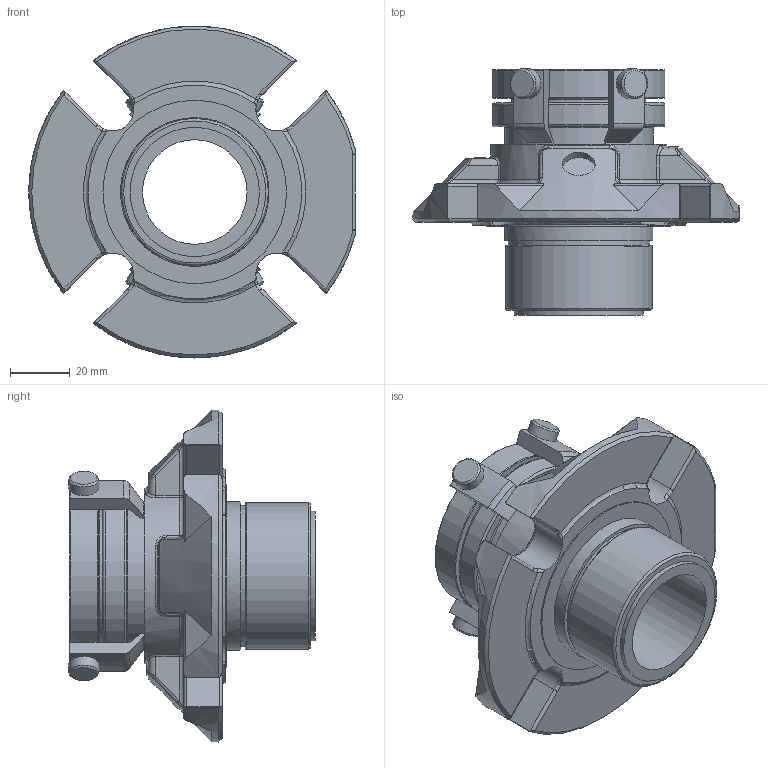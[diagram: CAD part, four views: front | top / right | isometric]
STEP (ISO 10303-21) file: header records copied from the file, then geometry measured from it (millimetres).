
FILE_DESCRIPTION(/* description */ ('Unknown'),/* implementation_level */ '2;1');
FILE_NAME(/* name */ '1.375',/* time_stamp */ '2023-02-13T16:05:28+00:00',/* author */ ('Unknown'),/* organization */ ('Unknown'),/* preprocessor_version */ 'ST-DEVELOPER v16.7',/* originating_system */ 'Solid Edge',/* authorisation */ 'Unknown');
FILE_SCHEMA (('AUTOMOTIVE_DESIGN {1 0 10303 214 3 1 1}'));
Length unit declared in the file: millimetre
Products named in the file (1): 1.375
Bounding box: 109.03 x 82.24 x 110.87 mm (x, y, z)
Volume: 196136.9 mm3; surface area: 48362.5 mm2
Topology: 1 solids, 1 shells, 543 faces, 1358 edges, 853 vertices
Faces by surface type: plane 195, cylinder 147, bspline 80, torus 72, cone 25, sphere 24
Full cylindrical faces by diameter (mm): 2.821 x1, 10 x4, 10.998 x2, 34.925 x1, 43.18 x1, 44.806 x1, 47.142 x1, 48.971 x1, 49.606 x2, 57.556 x2, 58.75 x1, 61.316 x1
Entity records: 18848 total; most frequent: CARTESIAN_POINT 6820, ORIENTED_EDGE 2606, DIRECTION 2277, EDGE_CURVE 1303, AXIS2_PLACEMENT_3D 898, VERTEX_POINT 837, EDGE_LOOP 628, FACE_BOUND 628
